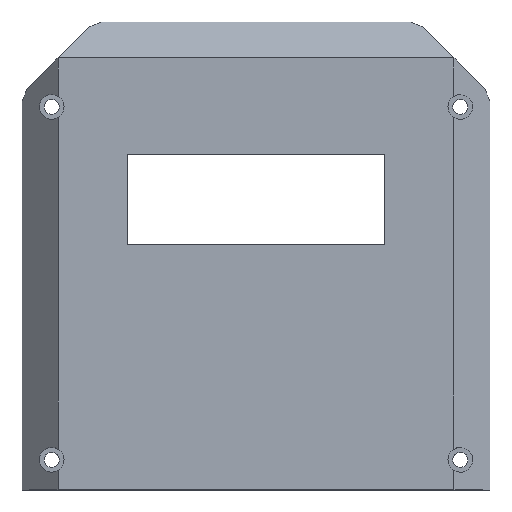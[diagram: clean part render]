
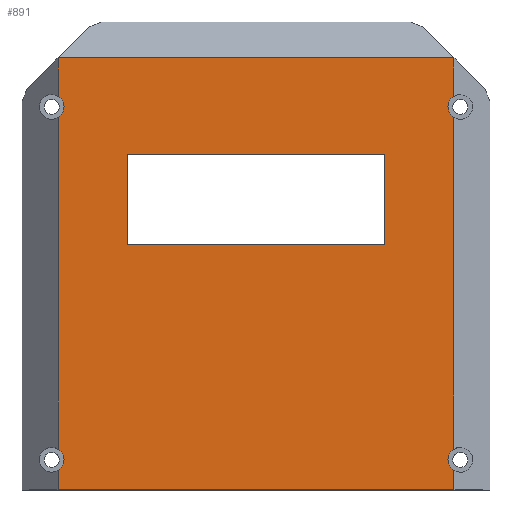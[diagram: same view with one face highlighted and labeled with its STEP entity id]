
A CAD part, top view. The second image highlights one B-rep face of the part: STEP entity #891.
In plain terms, the highlighted planar face has unit normal (0, 0, 1).
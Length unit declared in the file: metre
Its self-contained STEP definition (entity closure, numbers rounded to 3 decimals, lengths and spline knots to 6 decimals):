
#68=LINE('',#1368,#158);
#74=LINE('',#1380,#164);
#78=LINE('',#1389,#168);
#81=LINE('',#1395,#171);
#84=LINE('',#1401,#174);
#101=LINE('',#1438,#191);
#102=LINE('',#1442,#192);
#104=LINE('',#1445,#194);
#105=LINE('',#1448,#195);
#106=LINE('',#1450,#196);
#107=LINE('',#1454,#197);
#108=LINE('',#1458,#198);
#158=VECTOR('',#1105,1.);
#164=VECTOR('',#1119,1.);
#168=VECTOR('',#1125,1.);
#171=VECTOR('',#1130,1.);
#174=VECTOR('',#1135,1.);
#191=VECTOR('',#1170,1.);
#192=VECTOR('',#1173,1.);
#194=VECTOR('',#1175,1.);
#195=VECTOR('',#1180,1.);
#196=VECTOR('',#1181,1.);
#197=VECTOR('',#1184,1.);
#198=VECTOR('',#1187,1.);
#233=PLANE('',#970);
#397=ORIENTED_EDGE('',*,*,#579,.F.);
#398=ORIENTED_EDGE('',*,*,#578,.F.);
#399=ORIENTED_EDGE('',*,*,#580,.T.);
#400=ORIENTED_EDGE('',*,*,#581,.F.);
#401=ORIENTED_EDGE('',*,*,#582,.F.);
#402=ORIENTED_EDGE('',*,*,#583,.F.);
#403=ORIENTED_EDGE('',*,*,#584,.F.);
#404=ORIENTED_EDGE('',*,*,#585,.F.);
#405=ORIENTED_EDGE('',*,*,#540,.F.);
#406=ORIENTED_EDGE('',*,*,#576,.F.);
#407=ORIENTED_EDGE('',*,*,#586,.F.);
#408=ORIENTED_EDGE('',*,*,#574,.F.);
#409=ORIENTED_EDGE('',*,*,#556,.T.);
#410=ORIENTED_EDGE('',*,*,#546,.T.);
#411=ORIENTED_EDGE('',*,*,#550,.T.);
#412=ORIENTED_EDGE('',*,*,#553,.T.);
#540=EDGE_CURVE('',#649,#639,#68,.T.);
#546=EDGE_CURVE('',#652,#653,#74,.T.);
#550=EDGE_CURVE('',#653,#656,#78,.T.);
#553=EDGE_CURVE('',#656,#658,#81,.T.);
#556=EDGE_CURVE('',#658,#652,#84,.T.);
#574=EDGE_CURVE('',#669,#671,#101,.T.);
#576=EDGE_CURVE('',#672,#649,#102,.T.);
#578=EDGE_CURVE('',#673,#670,#104,.T.);
#579=EDGE_CURVE('',#670,#669,#701,.T.);
#580=EDGE_CURVE('',#673,#674,#105,.T.);
#581=EDGE_CURVE('',#675,#674,#106,.T.);
#582=EDGE_CURVE('',#676,#675,#702,.T.);
#583=EDGE_CURVE('',#677,#676,#107,.T.);
#584=EDGE_CURVE('',#678,#677,#703,.T.);
#585=EDGE_CURVE('',#639,#678,#108,.T.);
#586=EDGE_CURVE('',#671,#672,#704,.T.);
#639=VERTEX_POINT('',#1331);
#649=VERTEX_POINT('',#1367);
#652=VERTEX_POINT('',#1381);
#653=VERTEX_POINT('',#1382);
#656=VERTEX_POINT('',#1390);
#658=VERTEX_POINT('',#1396);
#669=VERTEX_POINT('',#1436);
#670=VERTEX_POINT('',#1437);
#671=VERTEX_POINT('',#1439);
#672=VERTEX_POINT('',#1441);
#673=VERTEX_POINT('',#1444);
#674=VERTEX_POINT('',#1449);
#675=VERTEX_POINT('',#1451);
#676=VERTEX_POINT('',#1453);
#677=VERTEX_POINT('',#1455);
#678=VERTEX_POINT('',#1457);
#701=CIRCLE('',#971,0.003448);
#702=CIRCLE('',#972,0.003448);
#703=CIRCLE('',#973,0.003448);
#704=CIRCLE('',#974,0.003448);
#751=EDGE_LOOP('',(#397,#398,#399,#400,#401,#402,#403,#404,#405,#406,#407,
#408));
#752=EDGE_LOOP('',(#409,#410,#411,#412));
#820=FACE_BOUND('',#751,.T.);
#821=FACE_BOUND('',#752,.T.);
#891=ADVANCED_FACE('',(#820,#821),#233,.T.);
#970=AXIS2_PLACEMENT_3D('',#1446,#1176,#1177);
#971=AXIS2_PLACEMENT_3D('',#1447,#1178,#1179);
#972=AXIS2_PLACEMENT_3D('',#1452,#1182,#1183);
#973=AXIS2_PLACEMENT_3D('',#1456,#1185,#1186);
#974=AXIS2_PLACEMENT_3D('',#1459,#1188,#1189);
#1105=DIRECTION('',(1.,0.,0.));
#1119=DIRECTION('',(0.,-1.,0.));
#1125=DIRECTION('',(-1.,0.,0.));
#1130=DIRECTION('',(0.,1.,0.));
#1135=DIRECTION('',(1.,0.,0.));
#1170=DIRECTION('',(0.,1.,0.));
#1173=DIRECTION('',(0.,1.,0.));
#1175=DIRECTION('',(0.,1.,0.));
#1176=DIRECTION('',(0.,0.,1.));
#1177=DIRECTION('',(1.,0.,0.));
#1178=DIRECTION('',(0.,0.,1.));
#1179=DIRECTION('',(1.,0.,0.));
#1180=DIRECTION('',(1.,0.,0.));
#1181=DIRECTION('',(0.,-1.,0.));
#1182=DIRECTION('',(0.,0.,1.));
#1183=DIRECTION('',(1.,0.,0.));
#1184=DIRECTION('',(0.,-1.,0.));
#1185=DIRECTION('',(0.,0.,1.));
#1186=DIRECTION('',(1.,0.,0.));
#1187=DIRECTION('',(0.,-1.,0.));
#1188=DIRECTION('',(0.,0.,1.));
#1189=DIRECTION('',(1.,0.,0.));
#1331=CARTESIAN_POINT('',(0.055,0.055,0.02));
#1367=CARTESIAN_POINT('',(-0.055,0.055,0.02));
#1368=CARTESIAN_POINT('',(0.0215,0.055,0.02));
#1380=CARTESIAN_POINT('',(0.0357,0.0141,0.02));
#1381=CARTESIAN_POINT('',(0.0357,0.028201,0.02));
#1382=CARTESIAN_POINT('',(0.0357,0.003201,0.02));
#1389=CARTESIAN_POINT('',(0.01785,0.003201,0.02));
#1390=CARTESIAN_POINT('',(-0.0357,0.003201,0.02));
#1395=CARTESIAN_POINT('',(-0.0357,0.0016,0.02));
#1396=CARTESIAN_POINT('',(-0.0357,0.028201,0.02));
#1401=CARTESIAN_POINT('',(-0.01785,0.028201,0.02));
#1436=CARTESIAN_POINT('',(-0.055,-0.053668,0.02));
#1437=CARTESIAN_POINT('',(-0.055,-0.059592,0.02));
#1438=CARTESIAN_POINT('',(-0.055,0.0215,0.02));
#1439=CARTESIAN_POINT('',(-0.055,0.038452,0.02));
#1441=CARTESIAN_POINT('',(-0.055,0.044376,0.02));
#1442=CARTESIAN_POINT('',(-0.055,0.0215,0.02));
#1444=CARTESIAN_POINT('',(-0.055,-0.065,0.02));
#1445=CARTESIAN_POINT('',(-0.055,0.0215,0.02));
#1446=CARTESIAN_POINT('',(0.,0.,0.02));
#1447=CARTESIAN_POINT('',(-0.056765,-0.05663,0.02));
#1448=CARTESIAN_POINT('',(-0.065,-0.065,0.02));
#1449=CARTESIAN_POINT('',(0.055,-0.065,0.02));
#1450=CARTESIAN_POINT('',(0.055,-0.0325,0.02));
#1451=CARTESIAN_POINT('',(0.055,-0.059587,0.02));
#1452=CARTESIAN_POINT('',(0.056773,-0.05663,0.02));
#1453=CARTESIAN_POINT('',(0.055,-0.053673,0.02));
#1454=CARTESIAN_POINT('',(0.055,-0.0325,0.02));
#1455=CARTESIAN_POINT('',(0.055,0.038457,0.02));
#1456=CARTESIAN_POINT('',(0.056773,0.041414,0.02));
#1457=CARTESIAN_POINT('',(0.055,0.044371,0.02));
#1458=CARTESIAN_POINT('',(0.055,-0.0325,0.02));
#1459=CARTESIAN_POINT('',(-0.056765,0.041414,0.02));
